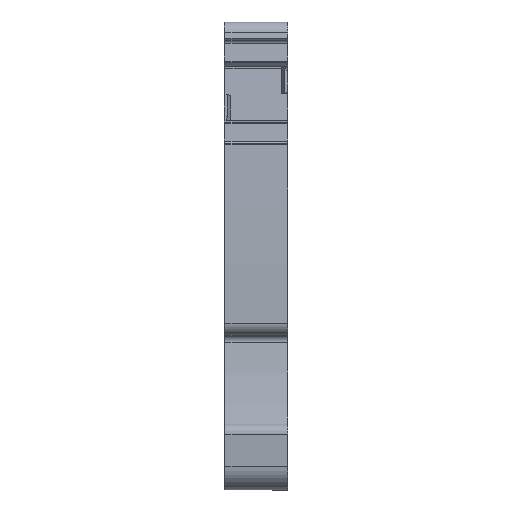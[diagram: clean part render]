
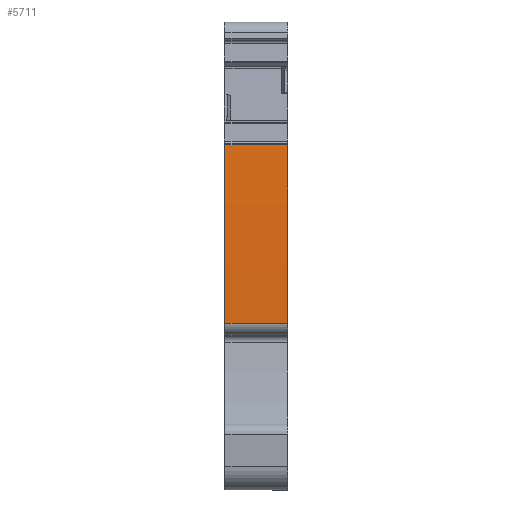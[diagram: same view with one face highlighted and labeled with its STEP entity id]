
A CAD part, front view. The second image highlights one B-rep face of the part: STEP entity #5711.
In plain terms, the highlighted cylindrical face has radius 154.9 mm (diameter 309.8 mm), a partial arc.
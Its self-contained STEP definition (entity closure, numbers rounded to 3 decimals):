
#365=AXIS2_PLACEMENT_3D('Circle Axis2P3D',#363,#364,$) ;
#372=AXIS2_PLACEMENT_3D('Circle Axis2P3D',#370,#371,$) ;
#4956=AXIS2_PLACEMENT_3D('Cylinder Axis2P3D',#4953,#4954,#4955) ;
#5694=AXIS2_PLACEMENT_3D('Circle Axis2P3D',#5692,#5693,$) ;
#360=CARTESIAN_POINT('Vertex',(5.1,1.859,27.772)) ;
#363=CARTESIAN_POINT('Axis2P3D Location',(5.1,156.388,17.05)) ;
#367=CARTESIAN_POINT('Vertex',(5.1,1.53,13.45)) ;
#370=CARTESIAN_POINT('Axis2P3D Location',(5.1,2.53,13.45)) ;
#374=CARTESIAN_POINT('Vertex',(5.1,1.53,13.427)) ;
#4953=CARTESIAN_POINT('Axis2P3D Location',(2.55,156.388,17.05)) ;
#5673=CARTESIAN_POINT('Line Origine',(2.55,1.859,27.772)) ;
#5677=CARTESIAN_POINT('Vertex',(0.05,1.859,27.772)) ;
#5692=CARTESIAN_POINT('Axis2P3D Location',(0.05,156.388,17.05)) ;
#5696=CARTESIAN_POINT('Vertex',(0.05,1.53,13.427)) ;
#5699=CARTESIAN_POINT('Line Origine',(2.55,1.53,13.427)) ;
#364=DIRECTION('Axis2P3D Direction',(1.,0.,0.)) ;
#371=DIRECTION('Axis2P3D Direction',(1.,0.,0.)) ;
#4954=DIRECTION('Axis2P3D Direction',(1.,0.,0.)) ;
#4955=DIRECTION('Axis2P3D XDirection',(0.,-0.992,0.127)) ;
#5674=DIRECTION('Vector Direction',(1.,0.,0.)) ;
#5693=DIRECTION('Axis2P3D Direction',(1.,0.,0.)) ;
#5700=DIRECTION('Vector Direction',(1.,0.,0.)) ;
#5675=VECTOR('Line Direction',#5674,1.) ;
#5701=VECTOR('Line Direction',#5700,1.) ;
#5705=ORIENTED_EDGE('',*,*,#5698,.T.) ;
#5706=ORIENTED_EDGE('',*,*,#5703,.T.) ;
#5707=ORIENTED_EDGE('',*,*,#376,.T.) ;
#5708=ORIENTED_EDGE('',*,*,#369,.T.) ;
#5709=ORIENTED_EDGE('',*,*,#5679,.F.) ;
#5711=ADVANCED_FACE('MLD',(#5710),#4957,.T.) ;
#366=CIRCLE('generated circle',#365,154.9) ;
#373=CIRCLE('generated circle',#372,1.) ;
#5695=CIRCLE('generated circle',#5694,154.9) ;
#4957=CYLINDRICAL_SURFACE('generated cylinder',#4956,154.9) ;
#369=EDGE_CURVE('',#368,#361,#366,.F.) ;
#376=EDGE_CURVE('',#375,#368,#373,.F.) ;
#5679=EDGE_CURVE('',#5678,#361,#5676,.T.) ;
#5698=EDGE_CURVE('',#5678,#5697,#5695,.T.) ;
#5703=EDGE_CURVE('',#5697,#375,#5702,.T.) ;
#5704=EDGE_LOOP('',(#5705,#5706,#5707,#5708,#5709)) ;
#5710=FACE_OUTER_BOUND('',#5704,.T.) ;
#5676=LINE('Line',#5673,#5675) ;
#5702=LINE('Line',#5699,#5701) ;
#361=VERTEX_POINT('',#360) ;
#368=VERTEX_POINT('',#367) ;
#375=VERTEX_POINT('',#374) ;
#5678=VERTEX_POINT('',#5677) ;
#5697=VERTEX_POINT('',#5696) ;
